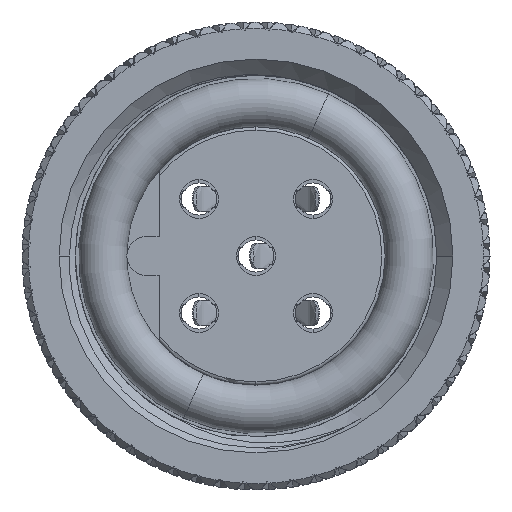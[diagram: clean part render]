
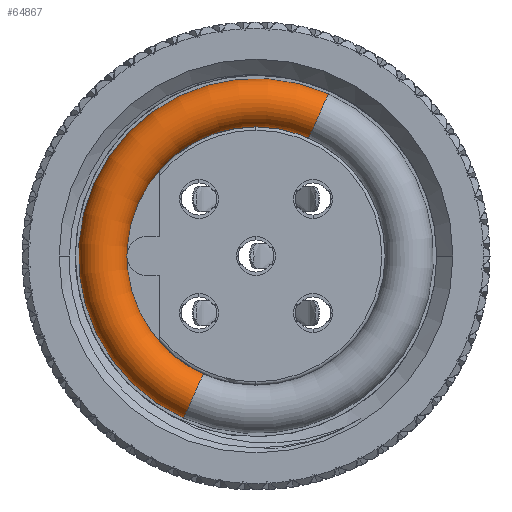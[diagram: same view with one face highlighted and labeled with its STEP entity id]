
A CAD part, left-side view. The second image highlights one B-rep face of the part: STEP entity #64867.
In plain terms, the highlighted toroidal (fillet/blend) face has major radius 4.75 mm and minor radius 0.75 mm.
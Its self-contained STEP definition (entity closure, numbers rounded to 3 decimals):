
#781 = DIRECTION ( 'NONE',  ( 0., 1., 0. ) ) ;
#3372 = AXIS2_PLACEMENT_3D ( 'NONE', #335635, #781, #448133 ) ;
#21948 = EDGE_CURVE ( 'NONE', #371967, #427432, #320327, .T. ) ;
#51468 = ORIENTED_EDGE ( 'NONE', *, *, #414180, .T. ) ;
#61231 = EDGE_LOOP ( 'NONE', ( #473046, #252620, #51468, #336327 ) ) ;
#64867 = ADVANCED_FACE ( 'NONE', ( #99254 ), #267176, .T. ) ;
#99254 = FACE_OUTER_BOUND ( 'NONE', #61231, .T. ) ;
#113885 = CARTESIAN_POINT ( 'NONE',  ( 0., 0., 4. ) ) ;
#130829 = CARTESIAN_POINT ( 'NONE',  ( 0., 0., 0. ) ) ;
#141732 = CARTESIAN_POINT ( 'NONE',  ( 0., 0., 4.75 ) ) ;
#160461 = EDGE_CURVE ( 'NONE', #277744, #338107, #439208, .T. ) ;
#170520 = EDGE_CURVE ( 'NONE', #277744, #371967, #298874, .T. ) ;
#189661 = AXIS2_PLACEMENT_3D ( 'NONE', #141732, #332289, #405660 ) ;
#213765 = DIRECTION ( 'NONE',  ( -1., 0., 0. ) ) ;
#214084 = CIRCLE ( 'NONE', #3372, 0.75 ) ;
#252620 = ORIENTED_EDGE ( 'NONE', *, *, #160461, .T. ) ;
#256726 = CARTESIAN_POINT ( 'NONE',  ( 0., 0., -4. ) ) ;
#267176 = TOROIDAL_SURFACE ( 'NONE', #470003, 4.75, 0.75 ) ;
#277744 = VERTEX_POINT ( 'NONE', #279464 ) ;
#279464 = CARTESIAN_POINT ( 'NONE',  ( 0., 0., 5.5 ) ) ;
#298874 = CIRCLE ( 'NONE', #189661, 0.75 ) ;
#301600 = CARTESIAN_POINT ( 'NONE',  ( 0., 0., -5.5 ) ) ;
#320327 = CIRCLE ( 'NONE', #375141, 4. ) ;
#324126 = CARTESIAN_POINT ( 'NONE',  ( 0., 0., 0. ) ) ;
#331307 = DIRECTION ( 'NONE',  ( 0., 0., 1. ) ) ;
#332289 = DIRECTION ( 'NONE',  ( 0., -1., 0. ) ) ;
#335635 = CARTESIAN_POINT ( 'NONE',  ( 0., 0., -4.75 ) ) ;
#336327 = ORIENTED_EDGE ( 'NONE', *, *, #21948, .F. ) ;
#337598 = AXIS2_PLACEMENT_3D ( 'NONE', #130829, #213765, #362909 ) ;
#338107 = VERTEX_POINT ( 'NONE', #301600 ) ;
#347176 = DIRECTION ( 'NONE',  ( 0., -1., 0. ) ) ;
#362909 = DIRECTION ( 'NONE',  ( 0., -1., 0. ) ) ;
#371967 = VERTEX_POINT ( 'NONE', #113885 ) ;
#375141 = AXIS2_PLACEMENT_3D ( 'NONE', #395908, #427795, #347176 ) ;
#395908 = CARTESIAN_POINT ( 'NONE',  ( 0., 0., 0. ) ) ;
#405660 = DIRECTION ( 'NONE',  ( 0., 0., -1. ) ) ;
#414180 = EDGE_CURVE ( 'NONE', #338107, #427432, #214084, .T. ) ;
#427432 = VERTEX_POINT ( 'NONE', #256726 ) ;
#427795 = DIRECTION ( 'NONE',  ( -1., 0., 0. ) ) ;
#439208 = CIRCLE ( 'NONE', #337598, 5.5 ) ;
#448133 = DIRECTION ( 'NONE',  ( 0., 0., 1. ) ) ;
#470003 = AXIS2_PLACEMENT_3D ( 'NONE', #324126, #473266, #331307 ) ;
#473046 = ORIENTED_EDGE ( 'NONE', *, *, #170520, .F. ) ;
#473266 = DIRECTION ( 'NONE',  ( -1., 0., 0. ) ) ;
